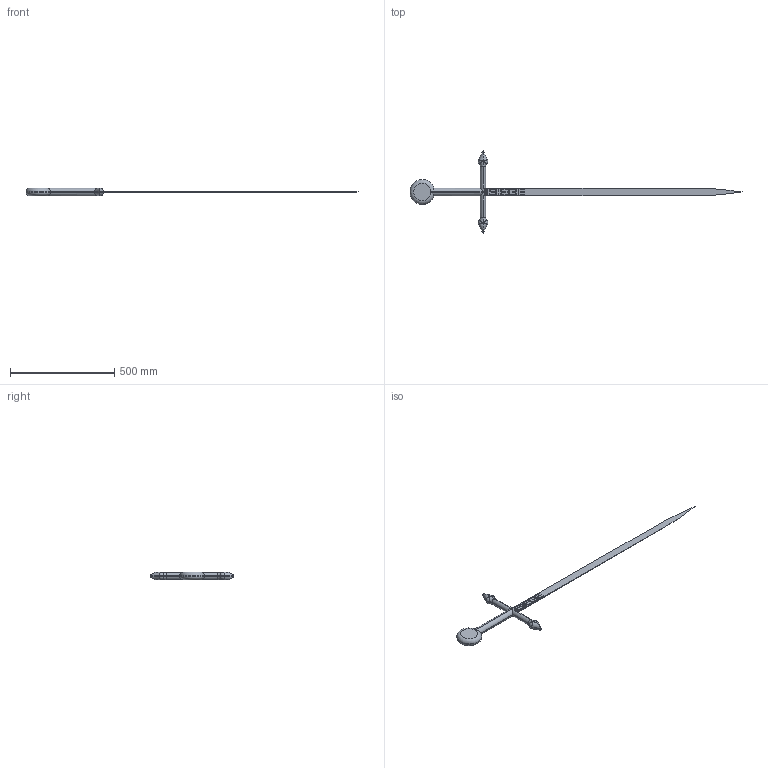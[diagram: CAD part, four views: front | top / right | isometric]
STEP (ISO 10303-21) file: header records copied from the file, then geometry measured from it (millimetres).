
FILE_DESCRIPTION(/* description */ ('STEP AP242','CAx-IF Rec.Pracs.---Representation and Presentation of Product Manufacturing Information (PMI)---4.0---2014-10-13','CAx-IF Rec.Pracs.---3D Tessellated Geometry---0.4---2014-09-14','2;1'),/* implementation_level */ '2;1');
FILE_NAME(/* name */ 'Part Studio 1 - Part 1',/* time_stamp */ '2025-09-07T23:08:01Z',/* author */ (''),/* organization */ (''),/* preprocessor_version */ 'ST-DEVELOPER v20',/* originating_system */ 'ONSHAPE BY PTC INC, 1.203',/* authorisation */ ' ');
FILE_SCHEMA (('AP242_MANAGED_MODEL_BASED_3D_ENGINEERING_MIM_LF { 1 0 10303 442 1 1 4 }'));
Length unit declared in the file: metre
Products named in the file (1): Part 1
Bounding box: 1592.54 x 396.26 x 37.5 mm (x, y, z)
Volume: 1015572.3 mm3; surface area: 187316.4 mm2
Topology: 1 solids, 1 shells, 393 faces, 1103 edges, 714 vertices
Faces by surface type: bspline 199, plane 124, cylinder 52, torus 10, sphere 8
Entity records: 13573 total; most frequent: CARTESIAN_POINT 4460, ORIENTED_EDGE 2190, DIRECTION 1189, EDGE_CURVE 1095, VERTEX_POINT 714, LINE 571, VECTOR 571, B_SPLINE_CURVE_WITH_KNOTS 410
